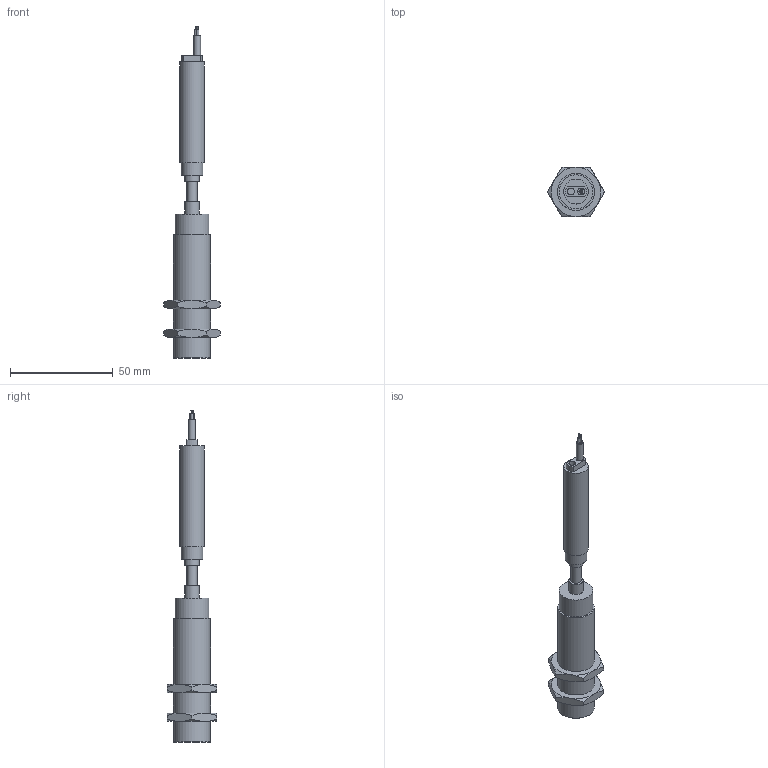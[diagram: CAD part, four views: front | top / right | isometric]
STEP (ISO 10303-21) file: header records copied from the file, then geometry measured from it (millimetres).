
FILE_DESCRIPTION (( 'STEP AP214' ), '1' );
FILE_NAME ('DW-HD-603-M18-411.STEP', '2022-09-06T15:32:15', ( '' ), ( '' ), 'SwSTEP 2.0', 'SolidWorks 2021', '' );
FILE_SCHEMA (( 'AUTOMOTIVE_DESIGN' ));
Length unit declared in the file: inch
Products named in the file (1): DW-HD-603-M18-411
Bounding box: 27.71 x 24 x 161.5 mm (x, y, z)
Volume: 26115.1 mm3; surface area: 8349.4 mm2
Topology: 1 solids, 1 shells, 79 faces, 149 edges, 91 vertices
Faces by surface type: plane 35, cone 25, cylinder 19
Full cylindrical faces by diameter (mm): 0.4 x3, 1 x3, 3.3 x2, 5 x1, 7 x2, 10.5 x1, 12 x1, 16.5 x1, 18 x3
Entity records: 2060 total; most frequent: CARTESIAN_POINT 542, DIRECTION 306, ORIENTED_EDGE 262, AXIS2_PLACEMENT_3D 143, EDGE_CURVE 131, EDGE_LOOP 116, FACE_OUTER_BOUND 96, VERTEX_POINT 91
